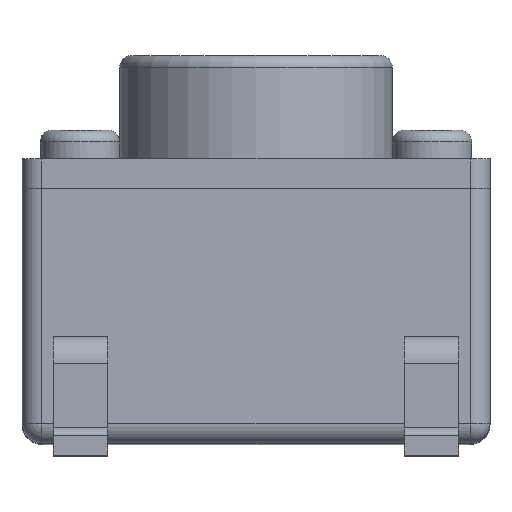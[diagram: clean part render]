
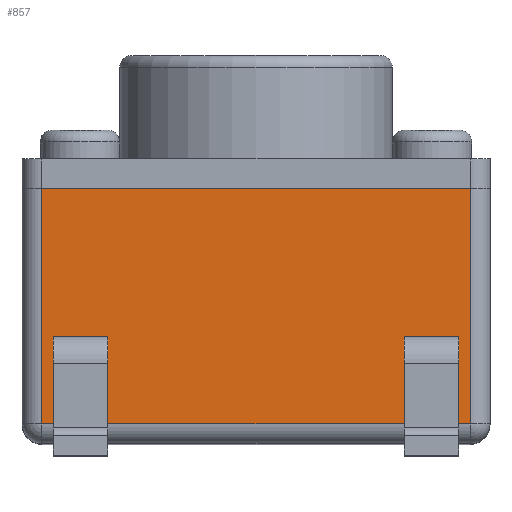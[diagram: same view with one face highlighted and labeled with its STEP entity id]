
A CAD part, top view. The second image highlights one B-rep face of the part: STEP entity #857.
In plain terms, the highlighted planar face has unit normal (0, 0, 1).
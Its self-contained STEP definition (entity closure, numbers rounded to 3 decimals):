
#57 = VERTEX_POINT ( 'NONE', #1701 ) ;
#351 = VECTOR ( 'NONE', #4167, 1000. ) ;
#505 = ORIENTED_EDGE ( 'NONE', *, *, #4162, .T. ) ;
#554 = EDGE_CURVE ( 'NONE', #1582, #621, #3839, .T. ) ;
#620 = VECTOR ( 'NONE', #2174, 1000. ) ;
#621 = VERTEX_POINT ( 'NONE', #2196 ) ;
#673 = FACE_OUTER_BOUND ( 'NONE', #1082, .T. ) ;
#726 = DIRECTION ( 'NONE',  ( 1., 0., 0. ) ) ;
#857 = ADVANCED_FACE ( 'NONE', ( #673 ), #3094, .F. ) ;
#1048 = EDGE_CURVE ( 'NONE', #1582, #2400, #3373, .T. ) ;
#1082 = EDGE_LOOP ( 'NONE', ( #2135, #3774, #505, #2507 ) ) ;
#1167 = CARTESIAN_POINT ( 'NONE',  ( -2.746, 0.254, 3. ) ) ;
#1582 = VERTEX_POINT ( 'NONE', #2403 ) ;
#1685 = CARTESIAN_POINT ( 'NONE',  ( 2.746, 3.57, 3. ) ) ;
#1701 = CARTESIAN_POINT ( 'NONE',  ( 2.746, 0.254, 3. ) ) ;
#1793 = VECTOR ( 'NONE', #726, 1000. ) ;
#1979 = DIRECTION ( 'NONE',  ( -1., 0., 0. ) ) ;
#2062 = CARTESIAN_POINT ( 'NONE',  ( -3., 3.27, 3. ) ) ;
#2135 = ORIENTED_EDGE ( 'NONE', *, *, #554, .F. ) ;
#2174 = DIRECTION ( 'NONE',  ( 0., -1., 0. ) ) ;
#2196 = CARTESIAN_POINT ( 'NONE',  ( 2.746, 3.27, 3. ) ) ;
#2393 = VECTOR ( 'NONE', #2438, 1000. ) ;
#2400 = VERTEX_POINT ( 'NONE', #1167 ) ;
#2403 = CARTESIAN_POINT ( 'NONE',  ( -2.746, 3.27, 3. ) ) ;
#2438 = DIRECTION ( 'NONE',  ( 1., 0., 0. ) ) ;
#2453 = AXIS2_PLACEMENT_3D ( 'NONE', #4139, #4107, #1979 ) ;
#2492 = CARTESIAN_POINT ( 'NONE',  ( -2.746, 3.57, 3. ) ) ;
#2507 = ORIENTED_EDGE ( 'NONE', *, *, #2598, .T. ) ;
#2598 = EDGE_CURVE ( 'NONE', #57, #621, #4340, .T. ) ;
#3094 = PLANE ( 'NONE',  #2453 ) ;
#3373 = LINE ( 'NONE', #2492, #620 ) ;
#3516 = LINE ( 'NONE', #3545, #1793 ) ;
#3545 = CARTESIAN_POINT ( 'NONE',  ( 3., 0.254, 3. ) ) ;
#3774 = ORIENTED_EDGE ( 'NONE', *, *, #1048, .T. ) ;
#3839 = LINE ( 'NONE', #2062, #2393 ) ;
#4107 = DIRECTION ( 'NONE',  ( 0., 0., -1. ) ) ;
#4139 = CARTESIAN_POINT ( 'NONE',  ( 3., 3.57, 3. ) ) ;
#4162 = EDGE_CURVE ( 'NONE', #2400, #57, #3516, .T. ) ;
#4167 = DIRECTION ( 'NONE',  ( 0., 1., 0. ) ) ;
#4340 = LINE ( 'NONE', #1685, #351 ) ;
